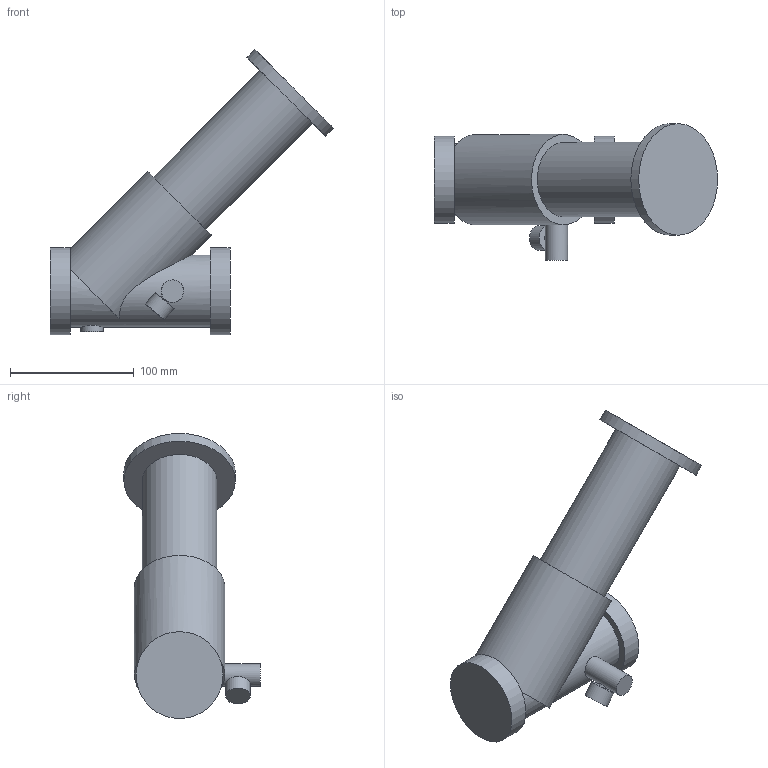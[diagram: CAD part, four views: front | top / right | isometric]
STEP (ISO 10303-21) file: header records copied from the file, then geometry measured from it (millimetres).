
FILE_DESCRIPTION(/* description */ ('STEP AP203'),/* implementation_level */ '2;1');
FILE_NAME(/* name */ '0731G050CH',/* time_stamp */ '2024-03-19T17:23:31+01:00',/* author */ ('License CC BY-ND 4.0'),/* organization */ ('CADENAS'),/* preprocessor_version */ 'ST-DEVELOPER v19.3',/* originating_system */ 'PARTsolutions',/* authorisation */ ' ');
FILE_SCHEMA (('CONFIG_CONTROL_DESIGN'));
Length unit declared in the file: millimetre
Products named in the file (1): 0731G050CH
Bounding box: 228.5 x 110 x 230.07 mm (x, y, z)
Volume: 1133044.1 mm3; surface area: 90014.3 mm2
Topology: 1 solids, 1 shells, 25 faces, 45 edges, 31 vertices
Faces by surface type: plane 14, cylinder 11
Full cylindrical faces by diameter (mm): 8 x1, 18 x3, 20 x1, 58 x1, 60 x1, 70.147 x2, 73 x1, 90 x1
Entity records: 656 total; most frequent: CARTESIAN_POINT 192, DIRECTION 98, ORIENTED_EDGE 58, AXIS2_PLACEMENT_3D 48, EDGE_LOOP 45, FACE_BOUND 45, EDGE_CURVE 29, VERTEX_POINT 26
